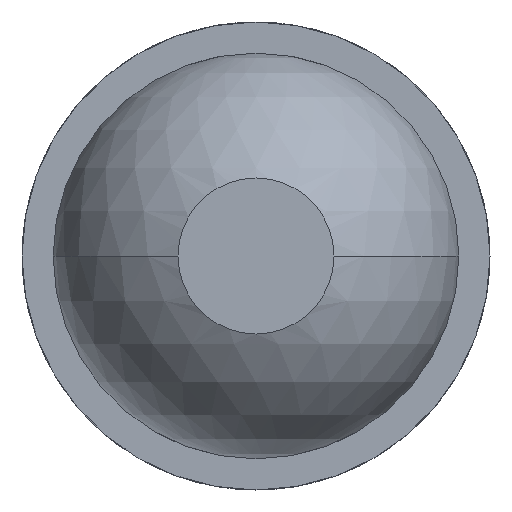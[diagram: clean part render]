
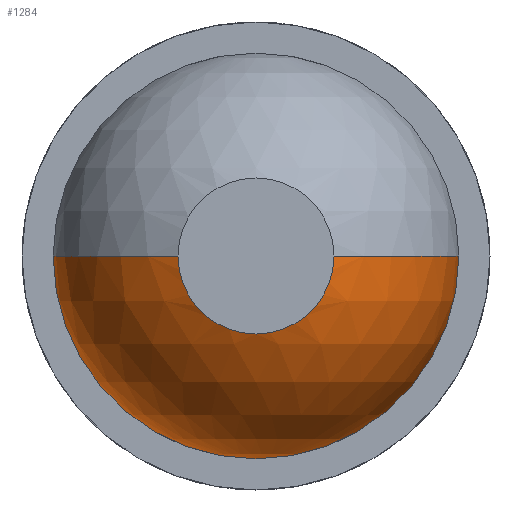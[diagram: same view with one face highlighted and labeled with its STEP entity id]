
A CAD part, front view. The second image highlights one B-rep face of the part: STEP entity #1284.
In plain terms, the highlighted spherical face has radius 0.39 mm.
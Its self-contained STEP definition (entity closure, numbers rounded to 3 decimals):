
#61 = VERTEX_POINT ( 'NONE', #416 ) ;
#123 = DIRECTION ( 'NONE',  ( 1., 0., 0. ) ) ;
#124 = DIRECTION ( 'NONE',  ( -1., 0., 0. ) ) ;
#221 = DIRECTION ( 'NONE',  ( 0., 0., -1. ) ) ;
#278 = CARTESIAN_POINT ( 'NONE',  ( 0., -35.94, 0. ) ) ;
#286 = EDGE_CURVE ( 'Defeature ausgef�hrt1_36+Defeature ausgef�hrt1_35+Defeature ausgef�hrt1_35+Defeature ausgef�hrt1_35', #1782, #3764, #2676, .T. ) ;
#335 = CIRCLE ( 'NONE', #508, 0.15 ) ;
#416 = CARTESIAN_POINT ( 'NONE',  ( 0.15, -36.3, 0. ) ) ;
#469 = EDGE_CURVE ( 'Defeature ausgef�hrt1_37+Defeature ausgef�hrt1_35+Defeature ausgef�hrt1_35+Defeature ausgef�hrt1_35', #3856, #2091, #3553, .T. ) ;
#489 = DIRECTION ( 'NONE',  ( 1., 0., 0. ) ) ;
#508 = AXIS2_PLACEMENT_3D ( 'NONE', #1820, #3160, #1191 ) ;
#637 = EDGE_CURVE ( 'NONE', #61, #1782, #954, .T. ) ;
#650 = ORIENTED_EDGE ( 'NONE', *, *, #1785, .T. ) ;
#684 = AXIS2_PLACEMENT_3D ( 'NONE', #278, #2576, #1631 ) ;
#939 = CARTESIAN_POINT ( 'NONE',  ( -0.39, -35.94, 0. ) ) ;
#954 = CIRCLE ( 'NONE', #1535, 0.39 ) ;
#1191 = DIRECTION ( 'NONE',  ( 0., 0., -1. ) ) ;
#1259 = EDGE_LOOP ( 'NONE', ( #2392, #650, #3421, #2040, #1480, #2818 ) ) ;
#1284 = ADVANCED_FACE ( 'Defeature ausgef�hrt1_35', ( #2482 ), #4195, .T. ) ;
#1409 = CARTESIAN_POINT ( 'NONE',  ( 0., -35.94, 0. ) ) ;
#1454 = AXIS2_PLACEMENT_3D ( 'NONE', #2159, #3753, #3469 ) ;
#1480 = ORIENTED_EDGE ( 'NONE', *, *, #637, .F. ) ;
#1535 = AXIS2_PLACEMENT_3D ( 'NONE', #1409, #3657, #123 ) ;
#1559 = EDGE_CURVE ( 'Defeature ausgef�hrt1_36+Defeature ausgef�hrt1_35+Defeature ausgef�hrt1_35+Defeature ausgef�hrt1_35', #3764, #1987, #1708, .T. ) ;
#1631 = DIRECTION ( 'NONE',  ( 0., 0., 1. ) ) ;
#1708 = CIRCLE ( 'NONE', #684, 0.39 ) ;
#1782 = VERTEX_POINT ( 'NONE', #2696 ) ;
#1785 = EDGE_CURVE ( 'NONE', #3856, #1987, #3888, .T. ) ;
#1820 = CARTESIAN_POINT ( 'NONE',  ( 0., -36.3, 0. ) ) ;
#1987 = VERTEX_POINT ( 'NONE', #939 ) ;
#2040 = ORIENTED_EDGE ( 'NONE', *, *, #286, .F. ) ;
#2091 = VERTEX_POINT ( 'NONE', #2933 ) ;
#2159 = CARTESIAN_POINT ( 'NONE',  ( 0., -35.94, 0. ) ) ;
#2329 = AXIS2_PLACEMENT_3D ( 'NONE', #3883, #3900, #221 ) ;
#2392 = ORIENTED_EDGE ( 'NONE', *, *, #469, .F. ) ;
#2482 = FACE_OUTER_BOUND ( 'NONE', #1259, .T. ) ;
#2576 = DIRECTION ( 'NONE',  ( 0., 1., 0. ) ) ;
#2665 = CARTESIAN_POINT ( 'NONE',  ( 0., -35.94, -0.39 ) ) ;
#2676 = CIRCLE ( 'NONE', #1454, 0.39 ) ;
#2696 = CARTESIAN_POINT ( 'NONE',  ( 0.39, -35.94, 0. ) ) ;
#2723 = CARTESIAN_POINT ( 'NONE',  ( -0.15, -36.3, 0. ) ) ;
#2818 = ORIENTED_EDGE ( 'NONE', *, *, #3921, .F. ) ;
#2933 = CARTESIAN_POINT ( 'NONE',  ( 0., -36.3, -0.15 ) ) ;
#3074 = DIRECTION ( 'NONE',  ( 0., 0., -1. ) ) ;
#3099 = AXIS2_PLACEMENT_3D ( 'NONE', #3371, #4031, #124 ) ;
#3160 = DIRECTION ( 'NONE',  ( 0., -1., 0. ) ) ;
#3371 = CARTESIAN_POINT ( 'NONE',  ( 0., -35.94, 0. ) ) ;
#3421 = ORIENTED_EDGE ( 'NONE', *, *, #1559, .F. ) ;
#3469 = DIRECTION ( 'NONE',  ( 0., 0., 1. ) ) ;
#3553 = CIRCLE ( 'NONE', #2329, 0.15 ) ;
#3657 = DIRECTION ( 'NONE',  ( 0., 0., 1. ) ) ;
#3689 = AXIS2_PLACEMENT_3D ( 'NONE', #3747, #3074, #489 ) ;
#3747 = CARTESIAN_POINT ( 'NONE',  ( 0., -35.94, 0. ) ) ;
#3753 = DIRECTION ( 'NONE',  ( 0., 1., 0. ) ) ;
#3764 = VERTEX_POINT ( 'NONE', #2665 ) ;
#3856 = VERTEX_POINT ( 'NONE', #2723 ) ;
#3883 = CARTESIAN_POINT ( 'NONE',  ( 0., -36.3, 0. ) ) ;
#3888 = CIRCLE ( 'NONE', #3099, 0.39 ) ;
#3900 = DIRECTION ( 'NONE',  ( 0., -1., 0. ) ) ;
#3921 = EDGE_CURVE ( 'Defeature ausgef�hrt1_37+Defeature ausgef�hrt1_35+Defeature ausgef�hrt1_35+Defeature ausgef�hrt1_35', #2091, #61, #335, .T. ) ;
#4031 = DIRECTION ( 'NONE',  ( 0., 0., -1. ) ) ;
#4195 = SPHERICAL_SURFACE ( 'NONE', #3689, 0.39 ) ;
